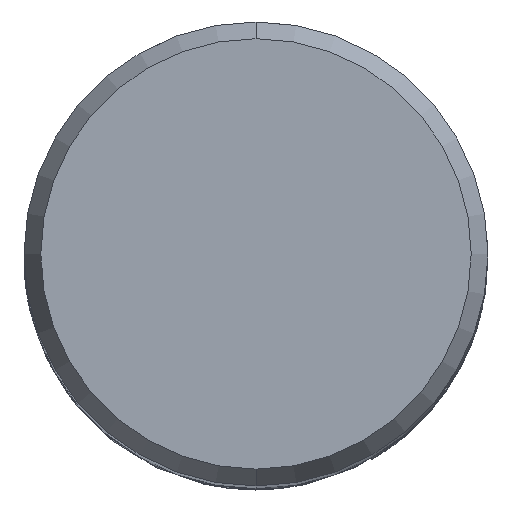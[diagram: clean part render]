
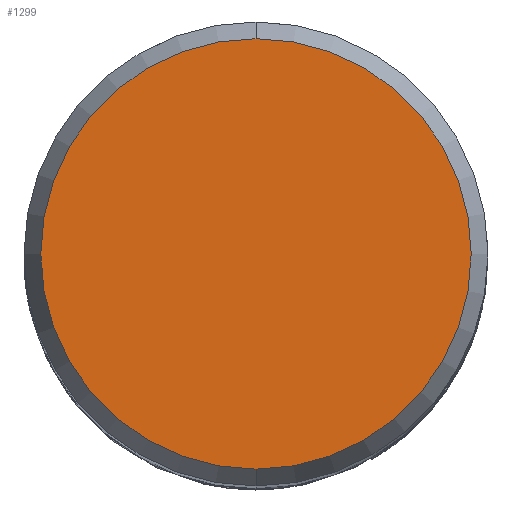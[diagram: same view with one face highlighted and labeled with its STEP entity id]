
A CAD part, top view. The second image highlights one B-rep face of the part: STEP entity #1299.
In plain terms, the highlighted planar face has unit normal (0, 0, 1).
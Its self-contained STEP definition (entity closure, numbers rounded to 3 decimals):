
#595=VERTEX_POINT('',#1529);
#965=EDGE_CURVE('',#1133,#595,#1935,.T.);
#1133=VERTEX_POINT('',#2123);
#1243=EDGE_CURVE('',#595,#1133,#2244,.T.);
#1299=ADVANCED_FACE('',(#2301),#2302,.T.);
#1529=CARTESIAN_POINT('',(0.0,7.423,0.0));
#1935=CIRCLE('',#9583,7.423);
#2123=CARTESIAN_POINT('',(0.,-7.423,0.0));
#2244=CIRCLE('',#13710,7.423);
#2301=FACE_OUTER_BOUND('',#13981,.T.);
#2302=PLANE('',#13982);
#9583=AXIS2_PLACEMENT_3D('',#15648,#15649,#15650);
#13710=AXIS2_PLACEMENT_3D('',#15992,#15993,#15994);
#13981=EDGE_LOOP('',(#16020,#16021));
#13982=AXIS2_PLACEMENT_3D('',#16022,#16023,#16024);
#15648=CARTESIAN_POINT('',(0.0,0.0,0.0));
#15649=DIRECTION('',(0.0,0.0,-1.0));
#15650=DIRECTION('',(0.0,1.0,0.0));
#15992=CARTESIAN_POINT('',(0.0,0.0,0.0));
#15993=DIRECTION('',(0.0,0.0,-1.0));
#15994=DIRECTION('',(0.0,1.0,0.0));
#16020=ORIENTED_EDGE('',*,*,#1243,.F.);
#16021=ORIENTED_EDGE('',*,*,#965,.F.);
#16022=CARTESIAN_POINT('',(0.0,3.711,0.0));
#16023=DIRECTION('',(-0.0,0.0,1.0));
#16024=DIRECTION('',(0.0,-1.0,0.0));
